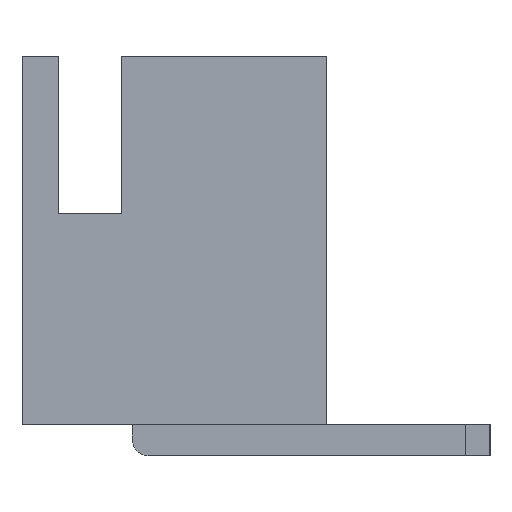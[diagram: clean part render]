
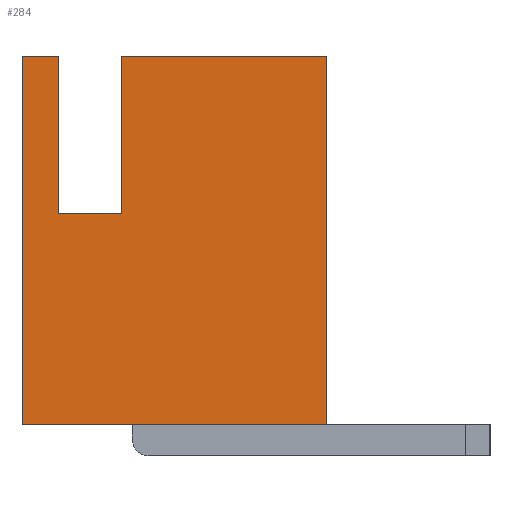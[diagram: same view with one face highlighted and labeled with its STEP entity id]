
A CAD part, left-side view. The second image highlights one B-rep face of the part: STEP entity #284.
In plain terms, the highlighted planar face has unit normal (-1, 0, 0).
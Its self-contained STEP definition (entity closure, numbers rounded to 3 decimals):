
#284=ADVANCED_FACE('',(#1303),#1305,.F.);
#1303=FACE_BOUND('',#1304,.T.);
#1304=EDGE_LOOP('',(#2115,#2116,#2117,#2118,#2119,#2120,#2121,#2122));
#1305=PLANE('',#1306);
#1306=AXIS2_PLACEMENT_3D('',#1307,#1308,#1309);
#1307=CARTESIAN_POINT('',(-6.25,-2.9,7.));
#1308=DIRECTION('',(1.,0.,0.));
#1309=DIRECTION('',(0.,0.,-1.));
#2115=ORIENTED_EDGE('',*,*,#2696,.F.);
#2116=ORIENTED_EDGE('',*,*,#2697,.F.);
#2117=ORIENTED_EDGE('',*,*,#2698,.F.);
#2118=ORIENTED_EDGE('',*,*,#2699,.T.);
#2119=ORIENTED_EDGE('',*,*,#2700,.F.);
#2120=ORIENTED_EDGE('',*,*,#2701,.T.);
#2121=ORIENTED_EDGE('',*,*,#2702,.T.);
#2122=ORIENTED_EDGE('',*,*,#2665,.F.);
#2665=EDGE_CURVE('',#2969,#2971,#2972,.T.);
#2696=EDGE_CURVE('',#3029,#2969,#3031,.T.);
#2697=EDGE_CURVE('',#3032,#3029,#3033,.T.);
#2698=EDGE_CURVE('',#3034,#3032,#3035,.T.);
#2699=EDGE_CURVE('',#3034,#3036,#3037,.T.);
#2700=EDGE_CURVE('',#3038,#3036,#3039,.T.);
#2701=EDGE_CURVE('',#3038,#3040,#3041,.T.);
#2702=EDGE_CURVE('',#3040,#2971,#3042,.T.);
#2969=VERTEX_POINT('',#3484);
#2971=VERTEX_POINT('',#3488);
#2972=LINE('',#3489,#3490);
#3029=VERTEX_POINT('',#3608);
#3031=LINE('',#3612,#3613);
#3032=VERTEX_POINT('',#3615);
#3033=LINE('',#3616,#3617);
#3034=VERTEX_POINT('',#3619);
#3035=LINE('',#3620,#3621);
#3036=VERTEX_POINT('',#3623);
#3037=LINE('',#3624,#3625);
#3038=VERTEX_POINT('',#3627);
#3039=LINE('',#3628,#3629);
#3040=VERTEX_POINT('',#3631);
#3041=LINE('',#3632,#3633);
#3042=LINE('',#3635,#3636);
#3484=CARTESIAN_POINT('',(-6.25,-2.9,7.));
#3488=CARTESIAN_POINT('',(-6.25,-2.9,0.));
#3489=CARTESIAN_POINT('',(-6.25,-2.9,7.));
#3490=VECTOR('',#3491,1.);
#3491=DIRECTION('',(0.,0.,-1.));
#3608=CARTESIAN_POINT('',(-6.25,1.,7.));
#3612=CARTESIAN_POINT('',(-6.25,1.,7.));
#3613=VECTOR('',#3614,1.);
#3614=DIRECTION('',(0.,-1.,0.));
#3615=CARTESIAN_POINT('',(-6.25,1.,4.));
#3616=CARTESIAN_POINT('',(-6.25,1.,4.));
#3617=VECTOR('',#3618,1.);
#3618=DIRECTION('',(0.,0.,1.));
#3619=CARTESIAN_POINT('',(-6.25,2.2,4.));
#3620=CARTESIAN_POINT('',(-6.25,2.2,4.));
#3621=VECTOR('',#3622,1.);
#3622=DIRECTION('',(0.,-1.,0.));
#3623=CARTESIAN_POINT('',(-6.25,2.2,7.));
#3624=CARTESIAN_POINT('',(-6.25,2.2,4.));
#3625=VECTOR('',#3626,1.);
#3626=DIRECTION('',(0.,0.,1.));
#3627=CARTESIAN_POINT('',(-6.25,2.9,7.));
#3628=CARTESIAN_POINT('',(-6.25,2.9,7.));
#3629=VECTOR('',#3630,1.);
#3630=DIRECTION('',(0.,-1.,0.));
#3631=CARTESIAN_POINT('',(-6.25,2.9,0.));
#3632=CARTESIAN_POINT('',(-6.25,2.9,7.));
#3633=VECTOR('',#3634,1.);
#3634=DIRECTION('',(0.,0.,-1.));
#3635=CARTESIAN_POINT('',(-6.25,2.9,0.));
#3636=VECTOR('',#3637,1.);
#3637=DIRECTION('',(0.,-1.,0.));
